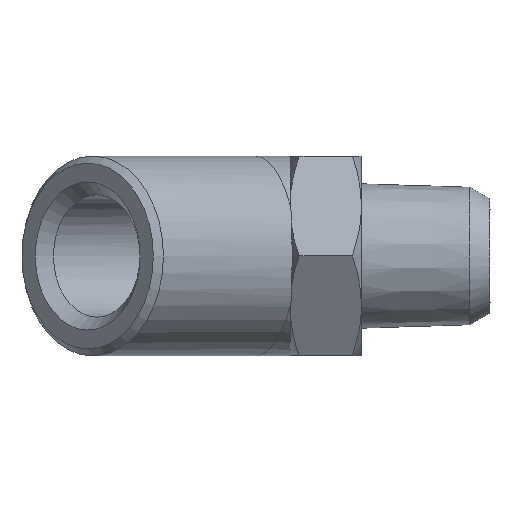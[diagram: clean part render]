
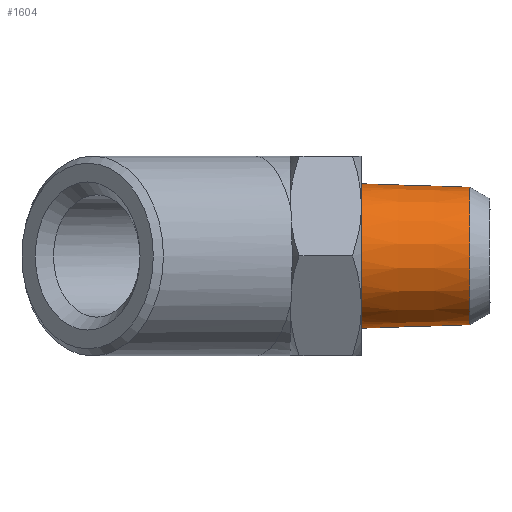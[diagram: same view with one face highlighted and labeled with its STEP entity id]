
A CAD part, left-side view. The second image highlights one B-rep face of the part: STEP entity #1604.
In plain terms, the highlighted conical face has half-angle 1.79 degrees and reference radius 4.815 mm.
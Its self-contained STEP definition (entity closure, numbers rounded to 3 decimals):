
#19 = EDGE_CURVE ( 'NONE', #1414, #1234, #2494, .T. ) ;
#42 = EDGE_CURVE ( 'NONE', #1373, #1373, #1228, .T. ) ;
#59 = EDGE_CURVE ( 'NONE', #1234, #1414, #2558, .T. ) ;
#62 = AXIS2_PLACEMENT_3D ( 'NONE', #1756, #1755, #1757 ) ;
#146 = AXIS2_PLACEMENT_3D ( 'NONE', #902, #901, #900 ) ;
#685 = CARTESIAN_POINT ( 'NONE',  ( 0., 10., 5.052 ) ) ;
#686 = CARTESIAN_POINT ( 'NONE',  ( 0.661, 10., 5.052 ) ) ;
#688 = CARTESIAN_POINT ( 'NONE',  ( 1.322, 10., 4.921 ) ) ;
#689 = CARTESIAN_POINT ( 'NONE',  ( 2.544, 10., 4.414 ) ) ;
#690 = CARTESIAN_POINT ( 'NONE',  ( 3.105, 10., 4.04 ) ) ;
#691 = CARTESIAN_POINT ( 'NONE',  ( 4.04, 10., 3.105 ) ) ;
#692 = CARTESIAN_POINT ( 'NONE',  ( 4.414, 10., 2.544 ) ) ;
#703 = CARTESIAN_POINT ( 'NONE',  ( 4.921, 10., 1.322 ) ) ;
#709 = CARTESIAN_POINT ( 'NONE',  ( 5.052, 10., 0.661 ) ) ;
#710 = CARTESIAN_POINT ( 'NONE',  ( 5.052, 10., -0.661 ) ) ;
#711 = CARTESIAN_POINT ( 'NONE',  ( 4.921, 10., -1.322 ) ) ;
#712 = CARTESIAN_POINT ( 'NONE',  ( 4.414, 10., -2.544 ) ) ;
#713 = CARTESIAN_POINT ( 'NONE',  ( 4.04, 10., -3.105 ) ) ;
#715 = CARTESIAN_POINT ( 'NONE',  ( 3.105, 10., -4.04 ) ) ;
#716 = CARTESIAN_POINT ( 'NONE',  ( 2.544, 10., -4.414 ) ) ;
#717 = CARTESIAN_POINT ( 'NONE',  ( 1.322, 10., -4.921 ) ) ;
#720 = CARTESIAN_POINT ( 'NONE',  ( 0., 10., -5.052 ) ) ;
#775 = CARTESIAN_POINT ( 'NONE',  ( 0.661, 10., -5.052 ) ) ;
#900 = DIRECTION ( 'NONE',  ( 0., 0., 1. ) ) ;
#901 = DIRECTION ( 'NONE',  ( 0., 1., 0. ) ) ;
#902 = CARTESIAN_POINT ( 'NONE',  ( 0., 2.412, 0. ) ) ;
#1037 = CARTESIAN_POINT ( 'NONE',  ( 0., 10., -5.052 ) ) ;
#1038 = CARTESIAN_POINT ( 'NONE',  ( -0.661, 10., -5.052 ) ) ;
#1039 = CARTESIAN_POINT ( 'NONE',  ( -1.322, 10., -4.921 ) ) ;
#1040 = CARTESIAN_POINT ( 'NONE',  ( -2.544, 10., -4.414 ) ) ;
#1042 = CARTESIAN_POINT ( 'NONE',  ( -3.105, 10., -4.04 ) ) ;
#1044 = CARTESIAN_POINT ( 'NONE',  ( -4.04, 10., -3.105 ) ) ;
#1045 = CARTESIAN_POINT ( 'NONE',  ( -4.414, 10., -2.544 ) ) ;
#1047 = CARTESIAN_POINT ( 'NONE',  ( -4.921, 10., -1.322 ) ) ;
#1051 = CARTESIAN_POINT ( 'NONE',  ( -5.052, 10., -0.661 ) ) ;
#1054 = CARTESIAN_POINT ( 'NONE',  ( -5.052, 10., 0.661 ) ) ;
#1055 = CARTESIAN_POINT ( 'NONE',  ( -4.921, 10., 1.322 ) ) ;
#1056 = CARTESIAN_POINT ( 'NONE',  ( -4.414, 10., 2.544 ) ) ;
#1058 = CARTESIAN_POINT ( 'NONE',  ( -4.04, 10., 3.105 ) ) ;
#1060 = CARTESIAN_POINT ( 'NONE',  ( -3.105, 10., 4.04 ) ) ;
#1062 = CARTESIAN_POINT ( 'NONE',  ( -2.544, 10., 4.414 ) ) ;
#1064 = CARTESIAN_POINT ( 'NONE',  ( 0., 10., 5.052 ) ) ;
#1077 = CARTESIAN_POINT ( 'NONE',  ( -1.322, 10., 4.921 ) ) ;
#1079 = CARTESIAN_POINT ( 'NONE',  ( -0.661, 10., 5.052 ) ) ;
#1128 = CONICAL_SURFACE ( 'NONE', #62, 4.815, 0.031 ) ;
#1132 = FACE_BOUND ( 'NONE', #1516, .T. ) ;
#1144 = FACE_OUTER_BOUND ( 'NONE', #1381, .T. ) ;
#1228 = CIRCLE ( 'NONE', #146, 4.815 ) ;
#1234 = VERTEX_POINT ( 'NONE', #1886 ) ;
#1373 = VERTEX_POINT ( 'NONE', #1703 ) ;
#1381 = EDGE_LOOP ( 'NONE', ( #1497, #1500 ) ) ;
#1414 = VERTEX_POINT ( 'NONE', #1838 ) ;
#1497 = ORIENTED_EDGE ( 'NONE', *, *, #59, .T. ) ;
#1500 = ORIENTED_EDGE ( 'NONE', *, *, #19, .T. ) ;
#1510 = ORIENTED_EDGE ( 'NONE', *, *, #42, .T. ) ;
#1516 = EDGE_LOOP ( 'NONE', ( #1510 ) ) ;
#1604 = ADVANCED_FACE ( 'NONE', ( #1144, #1132 ), #1128, .T. ) ;
#1703 = CARTESIAN_POINT ( 'NONE',  ( 0., 2.412, 4.815 ) ) ;
#1755 = DIRECTION ( 'NONE',  ( 0., 1., 0. ) ) ;
#1756 = CARTESIAN_POINT ( 'NONE',  ( 0., 2.412, 0. ) ) ;
#1757 = DIRECTION ( 'NONE',  ( -1., 0., 0. ) ) ;
#1838 = CARTESIAN_POINT ( 'NONE',  ( 0., 10., 5.052 ) ) ;
#1886 = CARTESIAN_POINT ( 'NONE',  ( 0., 10., -5.052 ) ) ;
#2494 = B_SPLINE_CURVE_WITH_KNOTS ( 'NONE', 3,
 ( #1064, #1079, #1077, #1062, #1060, #1058, #1056, #1055, #1054, #1051, #1047, #1045, #1044, #1042, #1040, #1039, #1038, #1037 ),
 .UNSPECIFIED., .F., .F.,
 ( 4, 2, 2, 2, 2, 2, 2, 2, 4 ),
 ( 0., 0.125, 0.25, 0.375, 0.5, 0.625, 0.75, 0.875, 1. ),
 .UNSPECIFIED. ) ;
#2558 = B_SPLINE_CURVE_WITH_KNOTS ( 'NONE', 3,
 ( #720, #775, #717, #716, #715, #713, #712, #711, #710, #709, #703, #692, #691, #690, #689, #688, #686, #685 ),
 .UNSPECIFIED., .F., .F.,
 ( 4, 2, 2, 2, 2, 2, 2, 2, 4 ),
 ( 0., 0.125, 0.25, 0.375, 0.5, 0.625, 0.75, 0.875, 1. ),
 .UNSPECIFIED. ) ;
